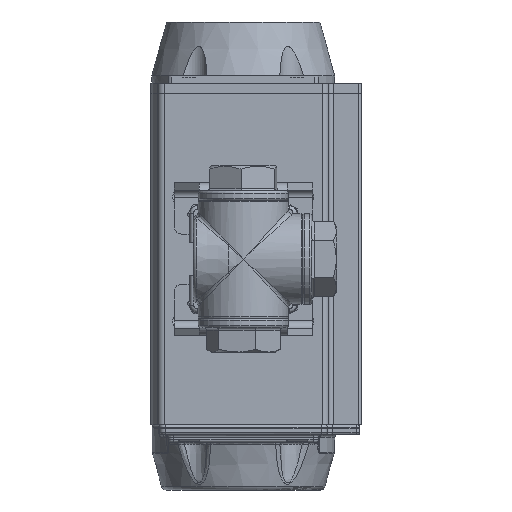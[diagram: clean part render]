
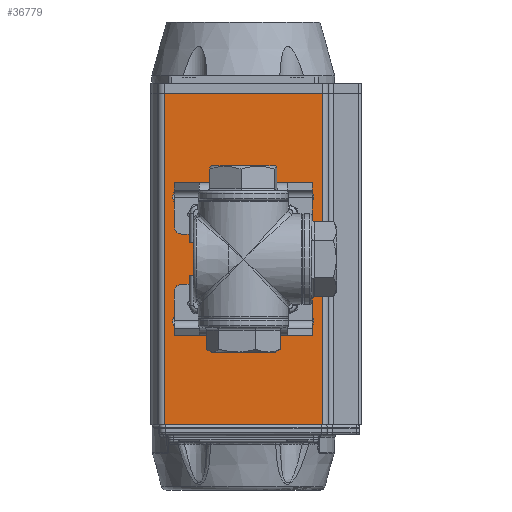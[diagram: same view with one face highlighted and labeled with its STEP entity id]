
A CAD part, front view. The second image highlights one B-rep face of the part: STEP entity #36779.
In plain terms, the highlighted planar face has unit normal (0, -1, 0).
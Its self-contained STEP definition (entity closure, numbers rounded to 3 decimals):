
#4084=LINE('',#87547,#6306);
#4086=LINE('',#87554,#6308);
#4098=LINE('',#87606,#6320);
#4099=LINE('',#87612,#6321);
#6306=VECTOR('',#48490,1000.);
#6308=VECTOR('',#48496,1000.);
#6320=VECTOR('',#48542,1000.);
#6321=VECTOR('',#48545,1000.);
#16634=ORIENTED_EDGE('',*,*,#22687,.F.);
#16635=ORIENTED_EDGE('',*,*,#22717,.T.);
#16636=ORIENTED_EDGE('',*,*,#22690,.T.);
#16637=ORIENTED_EDGE('',*,*,#22715,.F.);
#16638=ORIENTED_EDGE('',*,*,#22583,.T.);
#16639=ORIENTED_EDGE('',*,*,#22608,.T.);
#16640=ORIENTED_EDGE('',*,*,#22610,.T.);
#16641=ORIENTED_EDGE('',*,*,#22612,.T.);
#16642=ORIENTED_EDGE('',*,*,#22614,.T.);
#16643=ORIENTED_EDGE('',*,*,#22616,.T.);
#16644=ORIENTED_EDGE('',*,*,#22618,.T.);
#16645=ORIENTED_EDGE('',*,*,#22620,.T.);
#16646=ORIENTED_EDGE('',*,*,#22622,.T.);
#22583=EDGE_CURVE('',#26353,#26353,#28231,.T.);
#22608=EDGE_CURVE('',#26378,#26378,#28256,.T.);
#22610=EDGE_CURVE('',#26380,#26380,#28258,.T.);
#22612=EDGE_CURVE('',#26382,#26382,#28260,.T.);
#22614=EDGE_CURVE('',#26384,#26384,#28262,.T.);
#22616=EDGE_CURVE('',#26386,#26386,#28264,.T.);
#22618=EDGE_CURVE('',#26388,#26388,#28266,.T.);
#22620=EDGE_CURVE('',#26390,#26390,#28268,.T.);
#22622=EDGE_CURVE('',#26392,#26392,#28270,.T.);
#22687=EDGE_CURVE('',#26470,#26445,#4084,.T.);
#22690=EDGE_CURVE('',#26474,#26473,#4086,.T.);
#22715=EDGE_CURVE('',#26445,#26473,#4098,.T.);
#22717=EDGE_CURVE('',#26470,#26474,#4099,.T.);
#26353=VERTEX_POINT('',#87261);
#26378=VERTEX_POINT('',#87324);
#26380=VERTEX_POINT('',#87329);
#26382=VERTEX_POINT('',#87334);
#26384=VERTEX_POINT('',#87339);
#26386=VERTEX_POINT('',#87344);
#26388=VERTEX_POINT('',#87349);
#26390=VERTEX_POINT('',#87354);
#26392=VERTEX_POINT('',#87359);
#26445=VERTEX_POINT('',#87496);
#26470=VERTEX_POINT('',#87546);
#26473=VERTEX_POINT('',#87553);
#26474=VERTEX_POINT('',#87555);
#28231=CIRCLE('',#40276,14.635);
#28256=CIRCLE('',#40314,3.324);
#28258=CIRCLE('',#40317,3.324);
#28260=CIRCLE('',#40320,3.324);
#28262=CIRCLE('',#40323,3.324);
#28264=CIRCLE('',#40326,2.459);
#28266=CIRCLE('',#40329,2.459);
#28268=CIRCLE('',#40332,2.459);
#28270=CIRCLE('',#40335,2.459);
#30870=EDGE_LOOP('',(#16634,#16635,#16636,#16637));
#30871=EDGE_LOOP('',(#16638));
#30872=EDGE_LOOP('',(#16639));
#30873=EDGE_LOOP('',(#16640));
#30874=EDGE_LOOP('',(#16641));
#30875=EDGE_LOOP('',(#16642));
#30876=EDGE_LOOP('',(#16643));
#30877=EDGE_LOOP('',(#16644));
#30878=EDGE_LOOP('',(#16645));
#30879=EDGE_LOOP('',(#16646));
#33653=FACE_BOUND('',#30870,.T.);
#33654=FACE_BOUND('',#30871,.T.);
#33655=FACE_BOUND('',#30872,.T.);
#33656=FACE_BOUND('',#30873,.T.);
#33657=FACE_BOUND('',#30874,.T.);
#33658=FACE_BOUND('',#30875,.T.);
#33659=FACE_BOUND('',#30876,.T.);
#33660=FACE_BOUND('',#30877,.T.);
#33661=FACE_BOUND('',#30878,.T.);
#33662=FACE_BOUND('',#30879,.T.);
#34674=PLANE('',#40447);
#36779=ADVANCED_FACE('',(#33653,#33654,#33655,#33656,#33657,#33658,#33659,
#33660,#33661,#33662),#34674,.T.);
#40276=AXIS2_PLACEMENT_3D('',#87260,#48173,#48174);
#40314=AXIS2_PLACEMENT_3D('',#87323,#48249,#48250);
#40317=AXIS2_PLACEMENT_3D('',#87328,#48255,#48256);
#40320=AXIS2_PLACEMENT_3D('',#87333,#48261,#48262);
#40323=AXIS2_PLACEMENT_3D('',#87338,#48267,#48268);
#40326=AXIS2_PLACEMENT_3D('',#87343,#48273,#48274);
#40329=AXIS2_PLACEMENT_3D('',#87348,#48279,#48280);
#40332=AXIS2_PLACEMENT_3D('',#87353,#48285,#48286);
#40335=AXIS2_PLACEMENT_3D('',#87358,#48291,#48292);
#40447=AXIS2_PLACEMENT_3D('',#87611,#48543,#48544);
#48173=DIRECTION('',(0.,1.,0.));
#48174=DIRECTION('',(1.,0.,0.));
#48249=DIRECTION('',(0.,1.,0.));
#48250=DIRECTION('',(1.,0.,0.));
#48255=DIRECTION('',(0.,1.,0.));
#48256=DIRECTION('',(1.,0.,0.));
#48261=DIRECTION('',(0.,1.,0.));
#48262=DIRECTION('',(1.,0.,0.));
#48267=DIRECTION('',(0.,1.,0.));
#48268=DIRECTION('',(1.,0.,0.));
#48273=DIRECTION('',(0.,1.,0.));
#48274=DIRECTION('',(1.,0.,0.));
#48279=DIRECTION('',(0.,1.,0.));
#48280=DIRECTION('',(1.,0.,0.));
#48285=DIRECTION('',(0.,1.,0.));
#48286=DIRECTION('',(1.,0.,0.));
#48291=DIRECTION('',(0.,1.,0.));
#48292=DIRECTION('',(1.,0.,0.));
#48490=DIRECTION('',(1.,0.,0.));
#48496=DIRECTION('',(1.,0.,0.));
#48542=DIRECTION('',(0.,0.,-1.));
#48543=DIRECTION('',(0.,-1.,0.));
#48544=DIRECTION('',(-1.,0.,0.));
#48545=DIRECTION('',(0.,0.,-1.));
#87260=CARTESIAN_POINT('',(0.,-44.471,66.));
#87261=CARTESIAN_POINT('',(14.635,-44.471,66.));
#87323=CARTESIAN_POINT('',(-24.749,-44.471,41.251));
#87324=CARTESIAN_POINT('',(-21.425,-44.471,41.251));
#87328=CARTESIAN_POINT('',(24.749,-44.471,41.251));
#87329=CARTESIAN_POINT('',(28.072,-44.471,41.251));
#87333=CARTESIAN_POINT('',(24.749,-44.471,90.749));
#87334=CARTESIAN_POINT('',(28.072,-44.471,90.749));
#87338=CARTESIAN_POINT('',(-24.749,-44.471,90.749));
#87339=CARTESIAN_POINT('',(-21.425,-44.471,90.749));
#87343=CARTESIAN_POINT('',(-17.678,-44.471,83.678));
#87344=CARTESIAN_POINT('',(-15.219,-44.471,83.678));
#87348=CARTESIAN_POINT('',(-17.678,-44.471,48.322));
#87349=CARTESIAN_POINT('',(-15.219,-44.471,48.322));
#87353=CARTESIAN_POINT('',(17.678,-44.471,48.322));
#87354=CARTESIAN_POINT('',(20.136,-44.471,48.322));
#87358=CARTESIAN_POINT('',(17.678,-44.471,83.678));
#87359=CARTESIAN_POINT('',(20.136,-44.471,83.678));
#87496=CARTESIAN_POINT('',(31.5,-44.471,132.));
#87546=CARTESIAN_POINT('',(-31.5,-44.471,132.));
#87547=CARTESIAN_POINT('',(5.25,-44.471,132.));
#87553=CARTESIAN_POINT('',(31.5,-44.471,0.));
#87554=CARTESIAN_POINT('',(5.25,-44.471,0.));
#87555=CARTESIAN_POINT('',(-31.5,-44.471,0.));
#87606=CARTESIAN_POINT('',(31.5,-44.471,0.));
#87611=CARTESIAN_POINT('',(-31.5,-44.471,0.));
#87612=CARTESIAN_POINT('',(-31.5,-44.471,0.));
